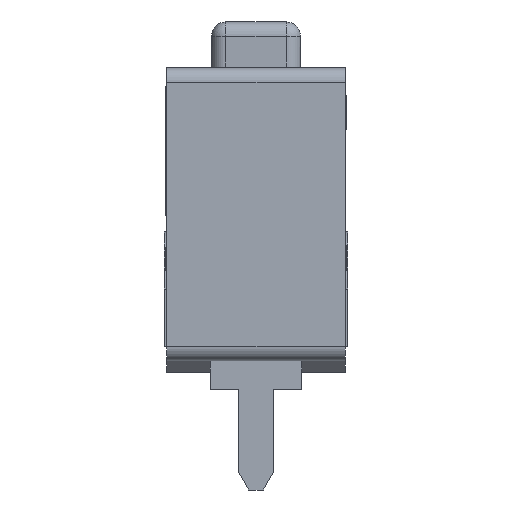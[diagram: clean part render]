
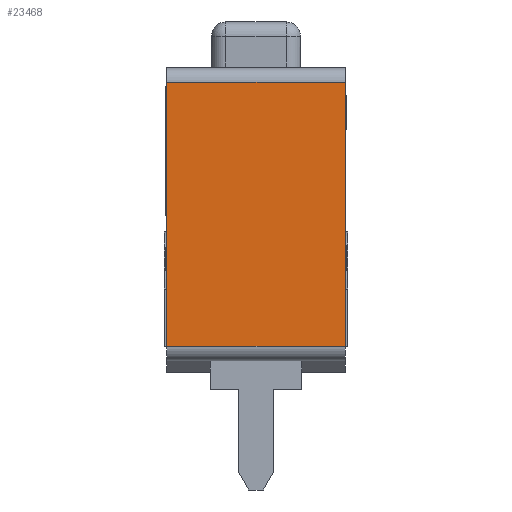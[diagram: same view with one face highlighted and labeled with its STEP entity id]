
A CAD part, left-side view. The second image highlights one B-rep face of the part: STEP entity #23468.
In plain terms, the highlighted planar face has unit normal (-1, 0, 0).
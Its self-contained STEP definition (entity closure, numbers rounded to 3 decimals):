
#5320=ORIENTED_EDGE('',*,*,#8711,.F.);
#5321=ORIENTED_EDGE('',*,*,#8617,.F.);
#5322=ORIENTED_EDGE('',*,*,#8712,.T.);
#5323=ORIENTED_EDGE('',*,*,#8623,.T.);
#8617=EDGE_CURVE('',#10390,#10391,#11471,.T.);
#8623=EDGE_CURVE('',#10393,#10396,#11474,.T.);
#8711=EDGE_CURVE('',#10391,#10396,#11543,.T.);
#8712=EDGE_CURVE('',#10390,#10393,#11544,.T.);
#10390=VERTEX_POINT('',#37156);
#10391=VERTEX_POINT('',#37158);
#10393=VERTEX_POINT('',#37164);
#10396=VERTEX_POINT('',#37169);
#11471=LINE('',#37157,#12613);
#11474=LINE('',#37170,#12616);
#11543=LINE('',#37353,#12685);
#11544=LINE('',#37354,#12686);
#12613=VECTOR('',#27050,1000.);
#12616=VECTOR('',#27061,1000.);
#12685=VECTOR('',#27230,1000.);
#12686=VECTOR('',#27231,1000.);
#13781=EDGE_LOOP('',(#5320,#5321,#5322,#5323));
#14895=FACE_BOUND('',#13781,.T.);
#15830=PLANE('',#24422);
#23468=ADVANCED_FACE('',(#14895),#15830,.T.);
#24422=AXIS2_PLACEMENT_3D('',#37352,#27228,#27229);
#27050=DIRECTION('',(0.,1.,0.));
#27061=DIRECTION('',(0.,1.,0.));
#27228=DIRECTION('',(-1.,0.,0.));
#27229=DIRECTION('',(0.,0.,1.));
#27230=DIRECTION('',(0.,0.,1.));
#27231=DIRECTION('',(0.,0.,1.));
#37156=CARTESIAN_POINT('',(-9.9,-3.1,-4.6));
#37157=CARTESIAN_POINT('',(-9.9,-3.1,-4.6));
#37158=CARTESIAN_POINT('',(-9.9,3.1,-4.6));
#37164=CARTESIAN_POINT('',(-9.9,-3.1,4.6));
#37169=CARTESIAN_POINT('',(-9.9,3.1,4.6));
#37170=CARTESIAN_POINT('',(-9.9,-3.1,4.6));
#37352=CARTESIAN_POINT('',(-9.9,-3.1,-5.1));
#37353=CARTESIAN_POINT('',(-9.9,3.1,-5.1));
#37354=CARTESIAN_POINT('',(-9.9,-3.1,-5.1));
